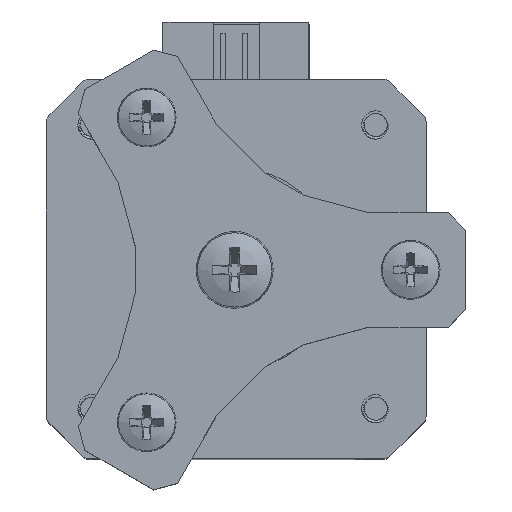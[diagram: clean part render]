
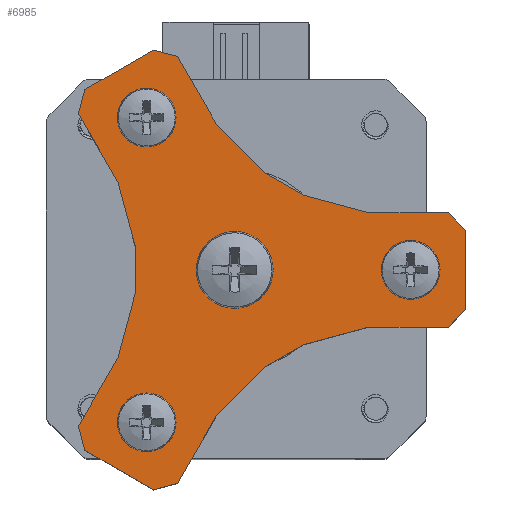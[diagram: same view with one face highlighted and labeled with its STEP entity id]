
A CAD part, top view. The second image highlights one B-rep face of the part: STEP entity #6985.
In plain terms, the highlighted planar face has unit normal (0, 0, 1).
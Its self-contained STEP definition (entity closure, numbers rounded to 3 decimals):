
#96=FACE_BOUND('',#1090,.T.);
#97=FACE_BOUND('',#1091,.T.);
#98=FACE_BOUND('',#1092,.T.);
#99=FACE_BOUND('',#1093,.T.);
#303=PLANE('',#7552);
#712=FACE_OUTER_BOUND('',#1089,.T.);
#1089=EDGE_LOOP('',(#6437,#6438,#6439,#6440,#6441,#6442,#6443,#6444,#6445,
#6446,#6447,#6448,#6449,#6450,#6451,#6452,#6453,#6454,#6455,#6456,#6457,
#6458,#6459,#6460));
#1090=EDGE_LOOP('',(#6461));
#1091=EDGE_LOOP('',(#6462));
#1092=EDGE_LOOP('',(#6463));
#1093=EDGE_LOOP('',(#6464));
#1272=CIRCLE('',#7541,1.6);
#1273=CIRCLE('',#7543,1.6);
#1274=CIRCLE('',#7545,1.6);
#1276=CIRCLE('',#7550,2.1);
#2040=LINE('',#34929,#2589);
#2044=LINE('',#34936,#2593);
#2047=LINE('',#34944,#2596);
#2049=LINE('',#34947,#2598);
#2053=LINE('',#34956,#2602);
#2057=LINE('',#34963,#2606);
#2060=LINE('',#34971,#2609);
#2062=LINE('',#34974,#2611);
#2066=LINE('',#34983,#2615);
#2070=LINE('',#34990,#2619);
#2073=LINE('',#34998,#2622);
#2075=LINE('',#35001,#2624);
#2079=LINE('',#35008,#2628);
#2082=LINE('',#35014,#2631);
#2093=LINE('',#35041,#2642);
#2095=LINE('',#35044,#2644);
#2096=LINE('',#35048,#2645);
#2099=LINE('',#35053,#2648);
#2101=LINE('',#35056,#2650);
#2103=LINE('',#35060,#2652);
#2105=LINE('',#35064,#2654);
#2106=LINE('',#35067,#2655);
#2111=LINE('',#35082,#2660);
#2112=LINE('',#35084,#2661);
#2589=VECTOR('',#8959,10.);
#2593=VECTOR('',#8965,10.);
#2596=VECTOR('',#8970,10.);
#2598=VECTOR('',#8974,10.);
#2602=VECTOR('',#8980,10.);
#2606=VECTOR('',#8986,10.);
#2609=VECTOR('',#8991,10.);
#2611=VECTOR('',#8995,10.);
#2615=VECTOR('',#9001,10.);
#2619=VECTOR('',#9007,10.);
#2622=VECTOR('',#9012,10.);
#2624=VECTOR('',#9016,10.);
#2628=VECTOR('',#9022,10.);
#2631=VECTOR('',#9027,10.);
#2642=VECTOR('',#9048,10.);
#2644=VECTOR('',#9052,10.);
#2645=VECTOR('',#9055,10.);
#2648=VECTOR('',#9060,10.);
#2650=VECTOR('',#9064,10.);
#2652=VECTOR('',#9068,10.);
#2654=VECTOR('',#9072,10.);
#2655=VECTOR('',#9075,10.);
#2660=VECTOR('',#9094,10.);
#2661=VECTOR('',#9097,10.);
#3337=VERTEX_POINT('',#34926);
#3338=VERTEX_POINT('',#34928);
#3340=VERTEX_POINT('',#34934);
#3343=VERTEX_POINT('',#34941);
#3344=VERTEX_POINT('',#34943);
#3347=VERTEX_POINT('',#34953);
#3348=VERTEX_POINT('',#34955);
#3350=VERTEX_POINT('',#34961);
#3353=VERTEX_POINT('',#34968);
#3354=VERTEX_POINT('',#34970);
#3357=VERTEX_POINT('',#34980);
#3358=VERTEX_POINT('',#34982);
#3360=VERTEX_POINT('',#34988);
#3363=VERTEX_POINT('',#34995);
#3364=VERTEX_POINT('',#34997);
#3366=VERTEX_POINT('',#35006);
#3368=VERTEX_POINT('',#35012);
#3379=VERTEX_POINT('',#35040);
#3380=VERTEX_POINT('',#35046);
#3381=VERTEX_POINT('',#35047);
#3382=VERTEX_POINT('',#35052);
#3383=VERTEX_POINT('',#35058);
#3384=VERTEX_POINT('',#35062);
#3385=VERTEX_POINT('',#35066);
#3386=VERTEX_POINT('',#35070);
#3387=VERTEX_POINT('',#35074);
#3388=VERTEX_POINT('',#35078);
#3390=VERTEX_POINT('',#35088);
#4337=EDGE_CURVE('',#3337,#3338,#2040,.T.);
#4341=EDGE_CURVE('',#3337,#3340,#2044,.T.);
#4344=EDGE_CURVE('',#3343,#3344,#2047,.T.);
#4346=EDGE_CURVE('',#3343,#3338,#2049,.T.);
#4350=EDGE_CURVE('',#3347,#3348,#2053,.T.);
#4354=EDGE_CURVE('',#3347,#3350,#2057,.T.);
#4357=EDGE_CURVE('',#3353,#3354,#2060,.T.);
#4359=EDGE_CURVE('',#3353,#3348,#2062,.T.);
#4363=EDGE_CURVE('',#3357,#3358,#2066,.T.);
#4367=EDGE_CURVE('',#3357,#3360,#2070,.T.);
#4370=EDGE_CURVE('',#3363,#3364,#2073,.T.);
#4372=EDGE_CURVE('',#3363,#3358,#2075,.T.);
#4376=EDGE_CURVE('',#3366,#3350,#2079,.T.);
#4379=EDGE_CURVE('',#3368,#3366,#2082,.T.);
#4393=EDGE_CURVE('',#3379,#3368,#2093,.T.);
#4395=EDGE_CURVE('',#3364,#3379,#2095,.T.);
#4396=EDGE_CURVE('',#3380,#3381,#2096,.T.);
#4399=EDGE_CURVE('',#3381,#3382,#2099,.T.);
#4401=EDGE_CURVE('',#3382,#3340,#2101,.T.);
#4403=EDGE_CURVE('',#3383,#3360,#2103,.T.);
#4405=EDGE_CURVE('',#3384,#3383,#2105,.T.);
#4406=EDGE_CURVE('',#3385,#3384,#2106,.T.);
#4408=EDGE_CURVE('',#3386,#3386,#1272,.T.);
#4410=EDGE_CURVE('',#3387,#3387,#1273,.T.);
#4412=EDGE_CURVE('',#3388,#3388,#1274,.T.);
#4414=EDGE_CURVE('',#3354,#3380,#2111,.T.);
#4415=EDGE_CURVE('',#3344,#3385,#2112,.T.);
#4418=EDGE_CURVE('',#3390,#3390,#1276,.T.);
#6437=ORIENTED_EDGE('',*,*,#4376,.F.);
#6438=ORIENTED_EDGE('',*,*,#4379,.F.);
#6439=ORIENTED_EDGE('',*,*,#4393,.F.);
#6440=ORIENTED_EDGE('',*,*,#4395,.F.);
#6441=ORIENTED_EDGE('',*,*,#4370,.F.);
#6442=ORIENTED_EDGE('',*,*,#4372,.T.);
#6443=ORIENTED_EDGE('',*,*,#4363,.F.);
#6444=ORIENTED_EDGE('',*,*,#4367,.T.);
#6445=ORIENTED_EDGE('',*,*,#4403,.F.);
#6446=ORIENTED_EDGE('',*,*,#4405,.F.);
#6447=ORIENTED_EDGE('',*,*,#4406,.F.);
#6448=ORIENTED_EDGE('',*,*,#4415,.F.);
#6449=ORIENTED_EDGE('',*,*,#4344,.F.);
#6450=ORIENTED_EDGE('',*,*,#4346,.T.);
#6451=ORIENTED_EDGE('',*,*,#4337,.F.);
#6452=ORIENTED_EDGE('',*,*,#4341,.T.);
#6453=ORIENTED_EDGE('',*,*,#4401,.F.);
#6454=ORIENTED_EDGE('',*,*,#4399,.F.);
#6455=ORIENTED_EDGE('',*,*,#4396,.F.);
#6456=ORIENTED_EDGE('',*,*,#4414,.F.);
#6457=ORIENTED_EDGE('',*,*,#4357,.F.);
#6458=ORIENTED_EDGE('',*,*,#4359,.T.);
#6459=ORIENTED_EDGE('',*,*,#4350,.F.);
#6460=ORIENTED_EDGE('',*,*,#4354,.T.);
#6461=ORIENTED_EDGE('',*,*,#4408,.T.);
#6462=ORIENTED_EDGE('',*,*,#4410,.T.);
#6463=ORIENTED_EDGE('',*,*,#4412,.T.);
#6464=ORIENTED_EDGE('',*,*,#4418,.T.);
#6985=ADVANCED_FACE('',(#712,#96,#97,#98,#99),#303,.T.);
#7541=AXIS2_PLACEMENT_3D('',#35071,#9079,#9080);
#7543=AXIS2_PLACEMENT_3D('',#35075,#9084,#9085);
#7545=AXIS2_PLACEMENT_3D('',#35079,#9089,#9090);
#7550=AXIS2_PLACEMENT_3D('',#35090,#9103,#9104);
#7552=AXIS2_PLACEMENT_3D('',#35092,#9107,#9108);
#8959=DIRECTION('',(0.707,-0.707,0.));
#8965=DIRECTION('',(-0.5,0.866,0.));
#8970=DIRECTION('',(0.966,-0.259,0.));
#8974=DIRECTION('',(-0.866,0.5,0.));
#8980=DIRECTION('',(0.259,0.966,0.));
#8986=DIRECTION('',(-0.5,-0.866,0.));
#8991=DIRECTION('',(-0.259,0.966,0.));
#8995=DIRECTION('',(0.,-1.,0.));
#9001=DIRECTION('',(-0.966,-0.259,0.));
#9007=DIRECTION('',(1.,0.,0.));
#9012=DIRECTION('',(-0.707,-0.707,0.));
#9016=DIRECTION('',(0.866,0.5,0.));
#9022=DIRECTION('',(-0.259,0.966,0.));
#9027=DIRECTION('',(-0.866,0.5,0.));
#9048=DIRECTION('',(-0.966,-0.259,0.));
#9052=DIRECTION('',(-0.5,-0.866,0.));
#9055=DIRECTION('',(0.259,0.966,0.));
#9060=DIRECTION('',(0.866,0.5,0.));
#9064=DIRECTION('',(0.966,-0.259,0.));
#9068=DIRECTION('',(-0.707,-0.707,0.));
#9072=DIRECTION('',(0.,-1.,0.));
#9075=DIRECTION('',(0.707,-0.707,0.));
#9079=DIRECTION('center_axis',(0.,0.,-1.));
#9080=DIRECTION('ref_axis',(-1.,0.,0.));
#9084=DIRECTION('center_axis',(0.,0.,-1.));
#9085=DIRECTION('ref_axis',(-1.,0.,0.));
#9089=DIRECTION('center_axis',(0.,0.,-1.));
#9090=DIRECTION('ref_axis',(-1.,0.,0.));
#9094=DIRECTION('',(-0.5,0.866,0.));
#9097=DIRECTION('',(1.,0.,0.));
#9103=DIRECTION('center_axis',(0.,0.,-1.));
#9104=DIRECTION('ref_axis',(-1.,0.,0.));
#9107=DIRECTION('center_axis',(0.,0.,1.));
#9108=DIRECTION('ref_axis',(1.,0.,0.));
#34926=CARTESIAN_POINT('',(-2.,16.464,11.5));
#34928=CARTESIAN_POINT('',(3.464,11.,11.5));
#34929=CARTESIAN_POINT('',(3.982,10.482,11.5));
#34934=CARTESIAN_POINT('',(-6.5,24.258,11.5));
#34936=CARTESIAN_POINT('',(0.,13.,11.5));
#34941=CARTESIAN_POINT('',(7.794,8.5,11.5));
#34943=CARTESIAN_POINT('',(15.258,6.5,11.5));
#34944=CARTESIAN_POINT('',(7.087,8.69,11.5));
#34947=CARTESIAN_POINT('',(11.258,6.5,11.5));
#34953=CARTESIAN_POINT('',(-13.258,-9.964,11.5));
#34955=CARTESIAN_POINT('',(-11.258,-2.5,11.5));
#34956=CARTESIAN_POINT('',(-11.069,-1.792,11.5));
#34961=CARTESIAN_POINT('',(-17.758,-17.758,11.5));
#34963=CARTESIAN_POINT('',(-11.258,-6.5,11.5));
#34968=CARTESIAN_POINT('',(-11.258,2.5,11.5));
#34970=CARTESIAN_POINT('',(-13.258,9.964,11.5));
#34971=CARTESIAN_POINT('',(-11.069,1.792,11.5));
#34974=CARTESIAN_POINT('',(-11.258,6.5,11.5));
#34980=CARTESIAN_POINT('',(15.258,-6.5,11.5));
#34982=CARTESIAN_POINT('',(7.794,-8.5,11.5));
#34983=CARTESIAN_POINT('',(7.087,-8.69,11.5));
#34988=CARTESIAN_POINT('',(24.258,-6.5,11.5));
#34990=CARTESIAN_POINT('',(11.258,-6.5,11.5));
#34995=CARTESIAN_POINT('',(3.464,-11.,11.5));
#34997=CARTESIAN_POINT('',(-2.,-16.464,11.5));
#34998=CARTESIAN_POINT('',(3.982,-10.482,11.5));
#35001=CARTESIAN_POINT('',(0.,-13.,11.5));
#35006=CARTESIAN_POINT('',(-17.026,-20.49,11.5));
#35008=CARTESIAN_POINT('',(-19.2,-12.377,11.5));
#35012=CARTESIAN_POINT('',(-9.232,-24.99,11.5));
#35014=CARTESIAN_POINT('',(-18.758,-19.49,11.5));
#35040=CARTESIAN_POINT('',(-6.5,-24.258,11.5));
#35041=CARTESIAN_POINT('',(-1.118,-22.816,11.5));
#35044=CARTESIAN_POINT('',(0.,-13.,11.5));
#35046=CARTESIAN_POINT('',(-17.758,17.758,11.5));
#35047=CARTESIAN_POINT('',(-17.026,20.49,11.5));
#35048=CARTESIAN_POINT('',(-19.2,12.377,11.5));
#35052=CARTESIAN_POINT('',(-9.232,24.99,11.5));
#35053=CARTESIAN_POINT('',(-7.5,25.99,11.5));
#35056=CARTESIAN_POINT('',(-1.118,22.816,11.5));
#35058=CARTESIAN_POINT('',(26.258,-4.5,11.5));
#35060=CARTESIAN_POINT('',(20.319,-10.44,11.5));
#35062=CARTESIAN_POINT('',(26.258,4.5,11.5));
#35064=CARTESIAN_POINT('',(26.258,-6.5,11.5));
#35066=CARTESIAN_POINT('',(24.258,6.5,11.5));
#35067=CARTESIAN_POINT('',(20.319,10.44,11.5));
#35070=CARTESIAN_POINT('',(21.6,0.,11.5));
#35071=CARTESIAN_POINT('Origin',(20.,0.,11.5));
#35074=CARTESIAN_POINT('',(-8.4,17.321,11.5));
#35075=CARTESIAN_POINT('Origin',(-10.,17.321,11.5));
#35078=CARTESIAN_POINT('',(-8.4,-17.321,11.5));
#35079=CARTESIAN_POINT('Origin',(-10.,-17.321,11.5));
#35082=CARTESIAN_POINT('',(-11.258,6.5,11.5));
#35084=CARTESIAN_POINT('',(11.258,6.5,11.5));
#35088=CARTESIAN_POINT('',(2.1,0.,11.5));
#35090=CARTESIAN_POINT('Origin',(0.,0.,11.5));
#35092=CARTESIAN_POINT('Origin',(0.,0.,11.5));
